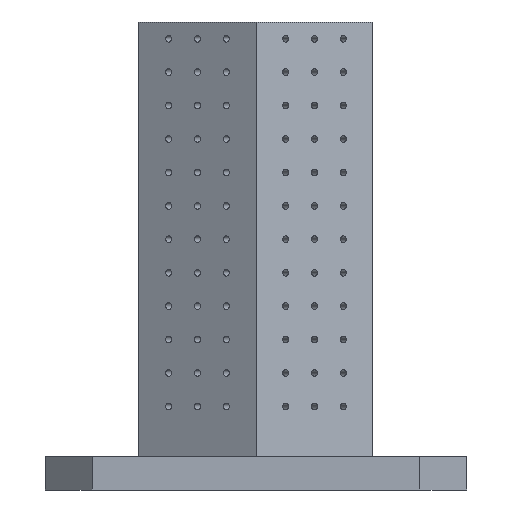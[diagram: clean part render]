
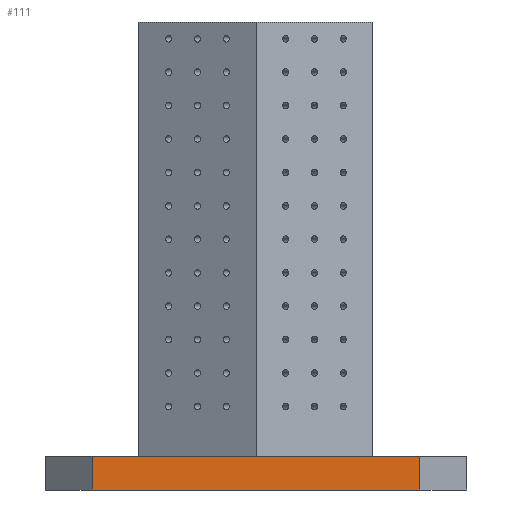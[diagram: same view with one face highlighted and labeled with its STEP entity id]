
A CAD part, left-side view. The second image highlights one B-rep face of the part: STEP entity #111.
In plain terms, the highlighted planar face has unit normal (-1, 0, 0).
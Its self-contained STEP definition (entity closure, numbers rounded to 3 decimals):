
#111 = ADVANCED_FACE( '', ( #1000 ), #1001, .F. );
#1000 = FACE_OUTER_BOUND( '', #2559, .T. );
#1001 = PLANE( '', #2560 );
#2559 = EDGE_LOOP( '', ( #4526, #4527, #4528, #4529 ) );
#2560 = AXIS2_PLACEMENT_3D( '', #4530, #4531, #4532 );
#4526 = ORIENTED_EDGE( '', *, *, #7258, .F. );
#4527 = ORIENTED_EDGE( '', *, *, #7453, .T. );
#4528 = ORIENTED_EDGE( '', *, *, #7067, .T. );
#4529 = ORIENTED_EDGE( '', *, *, #6721, .T. );
#4530 = CARTESIAN_POINT( '', ( -315., 315., 50. ) );
#4531 = DIRECTION( '', ( 1., 0., 0. ) );
#4532 = DIRECTION( '', ( 0., 1., 0. ) );
#6721 = EDGE_CURVE( '', #7659, #7656, #7660, .T. );
#7067 = EDGE_CURVE( '', #8324, #7659, #8325, .T. );
#7258 = EDGE_CURVE( '', #8685, #7656, #8687, .T. );
#7453 = EDGE_CURVE( '', #8685, #8324, #9068, .T. );
#7656 = VERTEX_POINT( '', #9294 );
#7659 = VERTEX_POINT( '', #9298 );
#7660 = LINE( '', #9299, #9300 );
#8324 = VERTEX_POINT( '', #10108 );
#8325 = LINE( '', #10109, #10110 );
#8685 = VERTEX_POINT( '', #10532 );
#8687 = LINE( '', #10535, #10536 );
#9068 = LINE( '', #10932, #10933 );
#9294 = CARTESIAN_POINT( '', ( -315., -245., 50. ) );
#9298 = CARTESIAN_POINT( '', ( -315., -245., 0. ) );
#9299 = CARTESIAN_POINT( '', ( -315., -245., 50. ) );
#9300 = VECTOR( '', #11391, 1000. );
#10108 = CARTESIAN_POINT( '', ( -315., 245., 0. ) );
#10109 = CARTESIAN_POINT( '', ( -315., 315., 0. ) );
#10110 = VECTOR( '', #12133, 1000. );
#10532 = CARTESIAN_POINT( '', ( -315., 245., 50. ) );
#10535 = CARTESIAN_POINT( '', ( -315., 315., 50. ) );
#10536 = VECTOR( '', #12578, 1000. );
#10932 = CARTESIAN_POINT( '', ( -315., 245., 50. ) );
#10933 = VECTOR( '', #13131, 1000. );
#11391 = DIRECTION( '', ( 0., 0., 1. ) );
#12133 = DIRECTION( '', ( 0., -1., 0. ) );
#12578 = DIRECTION( '', ( 0., -1., 0. ) );
#13131 = DIRECTION( '', ( 0., 0., -1. ) );
